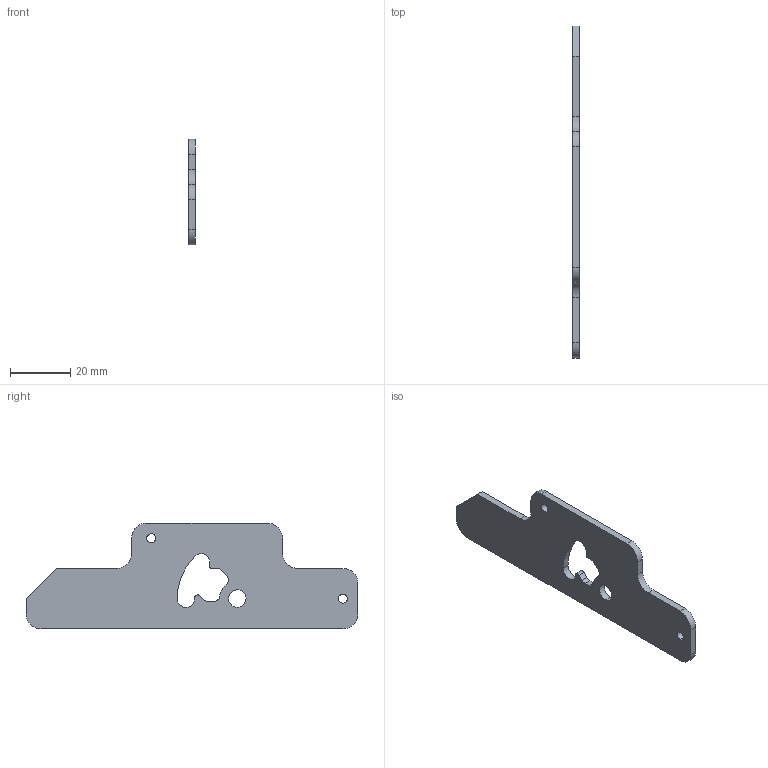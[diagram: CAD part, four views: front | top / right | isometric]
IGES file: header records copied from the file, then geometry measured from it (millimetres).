
Start section: ------------------------------------------------------------------------
Global section: file name: PC009.42396.TO_306_21112.igs; native system: spGate; preprocessor: ver19.8.4 (****-****-****-****); author: Unknown; organization: Unknown; date: 250808.124653; units: millimetre
Bounding box: 2.3 x 110 x 35 mm (x, y, z)
Volume: 6104 mm3; surface area: 6146.7 mm2
Topology: 1 solids, 1 shells, 38 faces, 111 edges, 75 vertices
Faces by surface type: bspline 38
